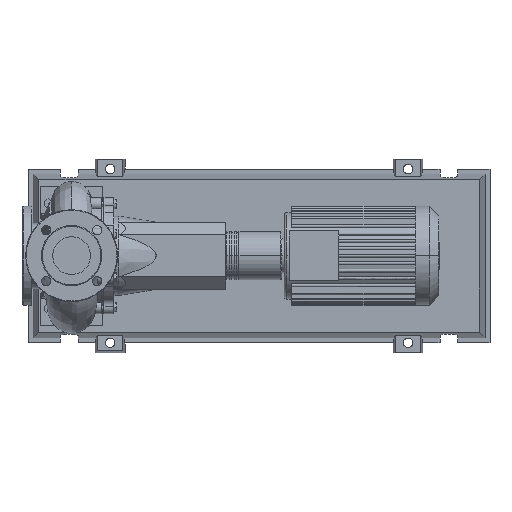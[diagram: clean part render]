
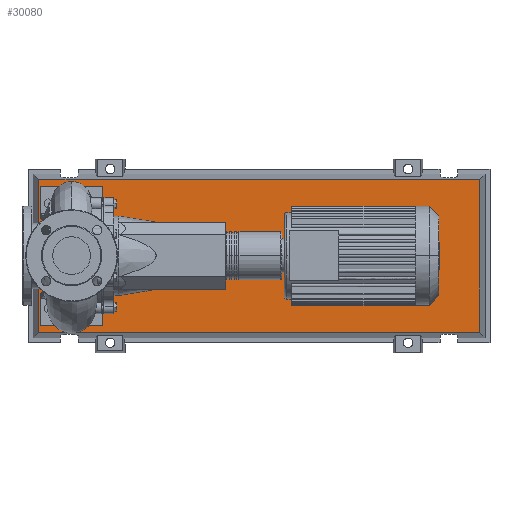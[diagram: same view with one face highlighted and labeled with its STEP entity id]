
A CAD part, top view. The second image highlights one B-rep face of the part: STEP entity #30080.
In plain terms, the highlighted planar face has unit normal (0, 0, 1).
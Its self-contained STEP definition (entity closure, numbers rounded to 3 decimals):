
#29761=CARTESIAN_POINT('',(820.792,-153.292,83.0));
#29762=VERTEX_POINT('',#29761);
#29769=CARTESIAN_POINT('',(-65.792,-153.292,83.0));
#29770=VERTEX_POINT('',#29769);
#29771=CARTESIAN_POINT('',(820.792,-153.292,83.0));
#29772=DIRECTION('',(-1.0,0.0,0.0));
#29773=VECTOR('',#29772,886.584);
#29774=LINE('',#29771,#29773);
#29775=EDGE_CURVE('',#29762,#29770,#29774,.T.);
#29993=CARTESIAN_POINT('',(820.792,153.292,83.0));
#29994=VERTEX_POINT('',#29993);
#29995=CARTESIAN_POINT('',(820.792,153.292,83.0));
#29996=DIRECTION('',(0.0,-1.0,0.0));
#29997=VECTOR('',#29996,306.584);
#29998=LINE('',#29995,#29997);
#29999=EDGE_CURVE('',#29994,#29762,#29998,.T.);
#30017=CARTESIAN_POINT('',(-65.792,153.292,83.0));
#30018=VERTEX_POINT('',#30017);
#30019=CARTESIAN_POINT('',(-65.792,-153.292,83.0));
#30020=DIRECTION('',(0.0,1.0,0.0));
#30021=VECTOR('',#30020,306.584);
#30022=LINE('',#30019,#30021);
#30023=EDGE_CURVE('',#29770,#30018,#30022,.T.);
#30056=CARTESIAN_POINT('',(-65.792,153.292,83.0));
#30057=DIRECTION('',(1.0,0.0,0.0));
#30058=VECTOR('',#30057,886.584);
#30059=LINE('',#30056,#30058);
#30060=EDGE_CURVE('',#30018,#29994,#30059,.T.);
#30069=CARTESIAN_POINT('',(377.5,0.,83.0));
#30070=DIRECTION('',(0.0,0.0,1.0));
#30071=DIRECTION('',(1.0,0.0,0.0));
#30072=AXIS2_PLACEMENT_3D('',#30069,#30070,#30071);
#30073=PLANE('',#30072);
#30074=ORIENTED_EDGE('',*,*,#29999,.F.);
#30075=ORIENTED_EDGE('',*,*,#30060,.F.);
#30076=ORIENTED_EDGE('',*,*,#30023,.F.);
#30077=ORIENTED_EDGE('',*,*,#29775,.F.);
#30078=EDGE_LOOP('',(#30074,#30075,#30076,#30077));
#30079=FACE_OUTER_BOUND('',#30078,.T.);
#30080=ADVANCED_FACE('',(#30079),#30073,.T.);
